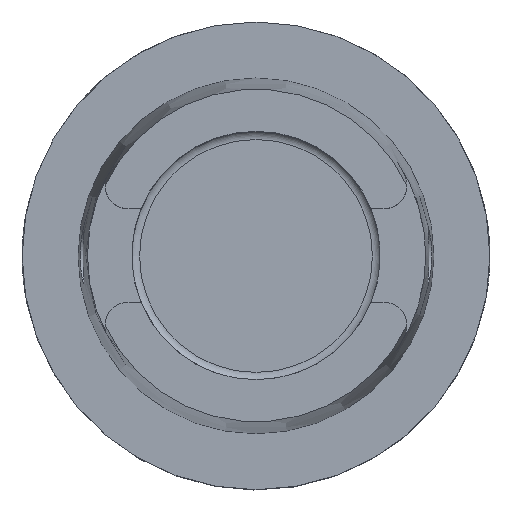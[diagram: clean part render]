
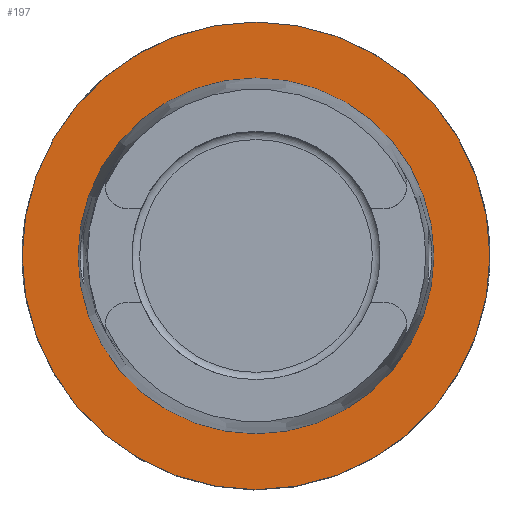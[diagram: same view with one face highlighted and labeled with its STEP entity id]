
A CAD part, top view. The second image highlights one B-rep face of the part: STEP entity #197.
In plain terms, the highlighted planar face has unit normal (0, 0, 1).
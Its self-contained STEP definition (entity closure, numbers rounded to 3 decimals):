
#197=ADVANCED_FACE('',(#449,#450),#267,.F.);
#267=PLANE('',#1517);
#449=FACE_BOUND('',#555,.T.);
#450=FACE_BOUND('',#556,.T.);
#555=EDGE_LOOP('',(#823));
#556=EDGE_LOOP('',(#824));
#823=ORIENTED_EDGE('',*,*,#1203,.F.);
#824=ORIENTED_EDGE('',*,*,#1277,.T.);
#1059=VERTEX_POINT('',#2231);
#1108=VERTEX_POINT('',#2508);
#1203=EDGE_CURVE('',#1059,#1059,#1348,.T.);
#1277=EDGE_CURVE('',#1108,#1108,#1369,.T.);
#1348=CIRCLE('',#1475,49.965);
#1369=CIRCLE('',#1515,38.008);
#1475=AXIS2_PLACEMENT_3D('',#2230,#1721,#1722);
#1515=AXIS2_PLACEMENT_3D('',#2507,#1831,#1832);
#1517=AXIS2_PLACEMENT_3D('',#2510,#1835,#1836);
#1721=DIRECTION('',(0.,0.,-1.));
#1722=DIRECTION('',(1.,0.,0.));
#1831=DIRECTION('',(0.,0.,-1.));
#1832=DIRECTION('',(1.,0.,0.));
#1835=DIRECTION('',(0.,0.,-1.));
#1836=DIRECTION('',(1.,0.,0.));
#2230=CARTESIAN_POINT('',(0.,0.,0.));
#2231=CARTESIAN_POINT('',(49.965,0.,0.));
#2507=CARTESIAN_POINT('',(0.,0.,0.));
#2508=CARTESIAN_POINT('',(38.008,0.,0.));
#2510=CARTESIAN_POINT('',(0.,-39.062,0.));
